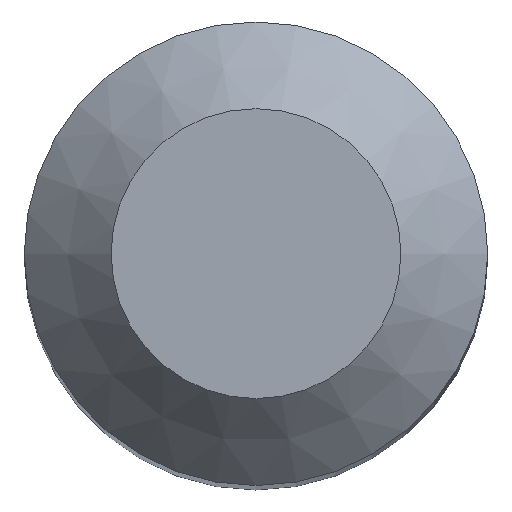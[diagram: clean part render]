
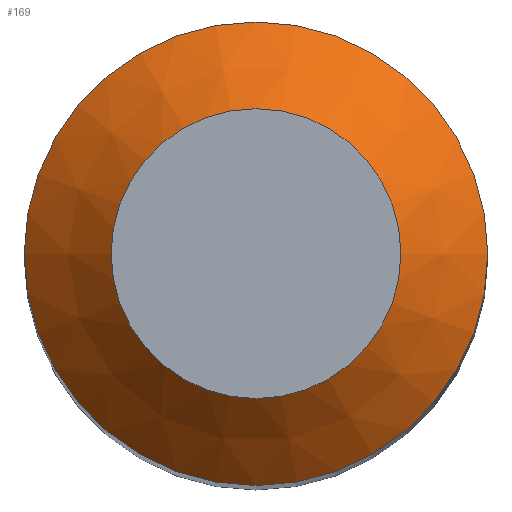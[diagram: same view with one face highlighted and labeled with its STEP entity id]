
A CAD part, top view. The second image highlights one B-rep face of the part: STEP entity #169.
In plain terms, the highlighted conical face has half-angle 45 degrees and reference radius 2.5 mm.
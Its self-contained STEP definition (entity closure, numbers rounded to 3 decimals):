
#92=CONICAL_SURFACE('',#782,2.5,45.);
#108=CIRCLE('',#780,3.998);
#109=CIRCLE('',#781,2.5);
#130=FACE_BOUND('',#253,.T.);
#131=FACE_BOUND('',#254,.T.);
#169=ADVANCED_FACE('',(#130,#131),#92,.T.);
#253=EDGE_LOOP('',(#414));
#254=EDGE_LOOP('',(#415));
#414=ORIENTED_EDGE('',*,*,#644,.F.);
#415=ORIENTED_EDGE('',*,*,#645,.F.);
#551=VERTEX_POINT('',#2775);
#552=VERTEX_POINT('',#2777);
#644=EDGE_CURVE('',#551,#551,#108,.T.);
#645=EDGE_CURVE('',#552,#552,#109,.T.);
#780=AXIS2_PLACEMENT_3D('',#2774,#865,#866);
#781=AXIS2_PLACEMENT_3D('',#2776,#867,#868);
#782=AXIS2_PLACEMENT_3D('',#2778,#869,#870);
#865=DIRECTION('',(0.,0.,-1.));
#866=DIRECTION('',(-1.,0.,0.));
#867=DIRECTION('',(0.,0.,1.));
#868=DIRECTION('',(1.,0.,0.));
#869=DIRECTION('',(0.,0.,-1.));
#870=DIRECTION('',(-1.,0.,0.));
#2774=CARTESIAN_POINT('',(0.,0.,-1.498));
#2775=CARTESIAN_POINT('',(-3.998,0.,-1.498));
#2776=CARTESIAN_POINT('',(0.,0.,0.));
#2777=CARTESIAN_POINT('',(2.5,0.,0.));
#2778=CARTESIAN_POINT('',(0.,0.,0.));
